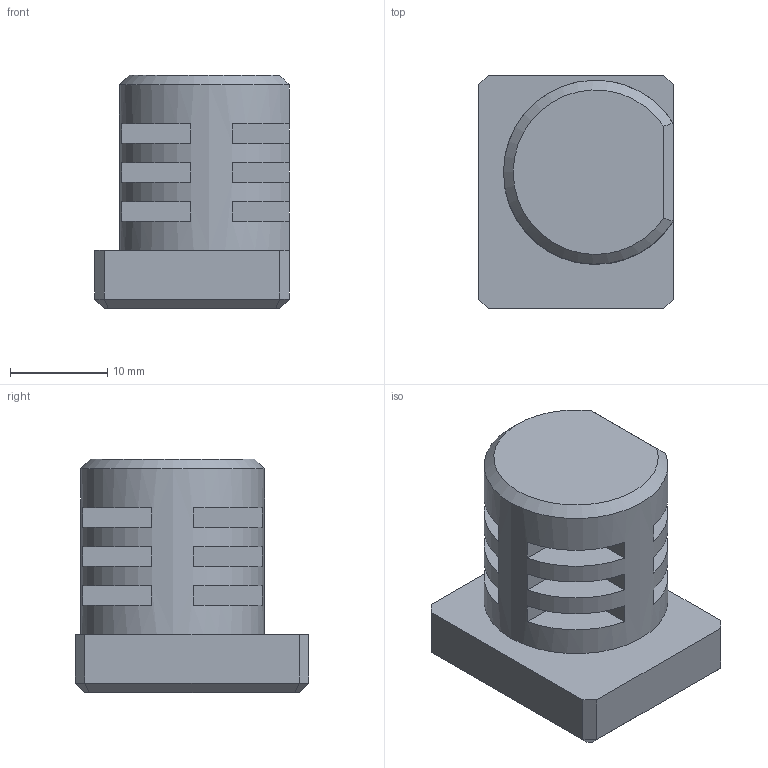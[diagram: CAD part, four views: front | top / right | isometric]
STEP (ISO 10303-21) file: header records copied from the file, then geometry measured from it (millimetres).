
FILE_DESCRIPTION(('FreeCAD Model'),'2;1');
FILE_NAME('Open CASCADE Shape Model','2024-10-17T12:10:54',(''),(''), 'Open CASCADE STEP processor 7.7','FreeCAD','Unknown');
FILE_SCHEMA(('AUTOMOTIVE_DESIGN { 1 0 10303 214 1 1 1 1 }'));
Length unit declared in the file: millimetre
Products named in the file (1): bench dog
Bounding box: 20 x 24 x 24 mm (x, y, z)
Volume: 6857.1 mm3; surface area: 3329.5 mm2
Topology: 1 solids, 1 shells, 70 faces, 176 edges, 114 vertices
Faces by surface type: plane 68, cylinder 1, cone 1
Entity records: 2091 total; most frequent: CARTESIAN_POINT 361, ORIENTED_EDGE 352, DIRECTION 347, EDGE_CURVE 176, LINE 147, VECTOR 147, VERTEX_POINT 114, AXIS2_PLACEMENT_3D 100
